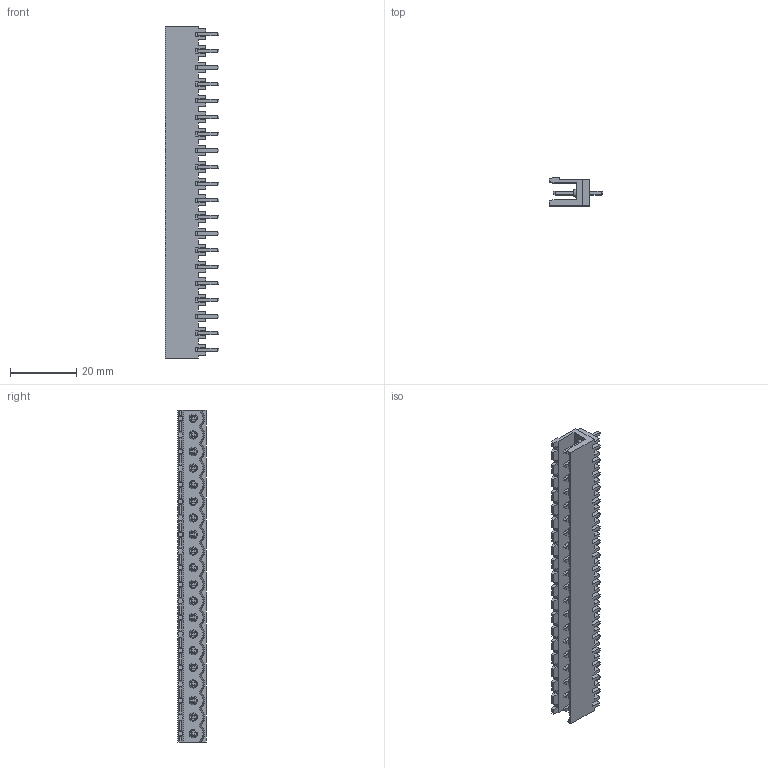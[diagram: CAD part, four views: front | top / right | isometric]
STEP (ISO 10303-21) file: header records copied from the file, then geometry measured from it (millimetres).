
FILE_DESCRIPTION(('STEP AP214'),'1');
FILE_NAME('PV20-5-V.stp','2021-03-31T15:24:59',(' '),(' '),'Spatial InterOp 3D',' ',' ');
FILE_SCHEMA(('automotive_design'));
Length unit declared in the file: metre
Products named in the file (1): 1
Bounding box: 16.2 x 8.5 x 100 mm (x, y, z)
Volume: 4312.3 mm3; surface area: 8161.5 mm2
Topology: 1 solids, 1 shells, 1019 faces, 2582 edges, 1648 vertices
Faces by surface type: plane 954, cone 40, cylinder 24, extrusion 1
Entity records: 37744 total; most frequent: CARTESIAN_POINT 5328, ORIENTED_EDGE 5084, DIRECTION 4647, EDGE_CURVE 2542, VECTOR 2393, LINE 2392, VERTEX_POINT 1628, AXIS2_PLACEMENT_3D 1127
